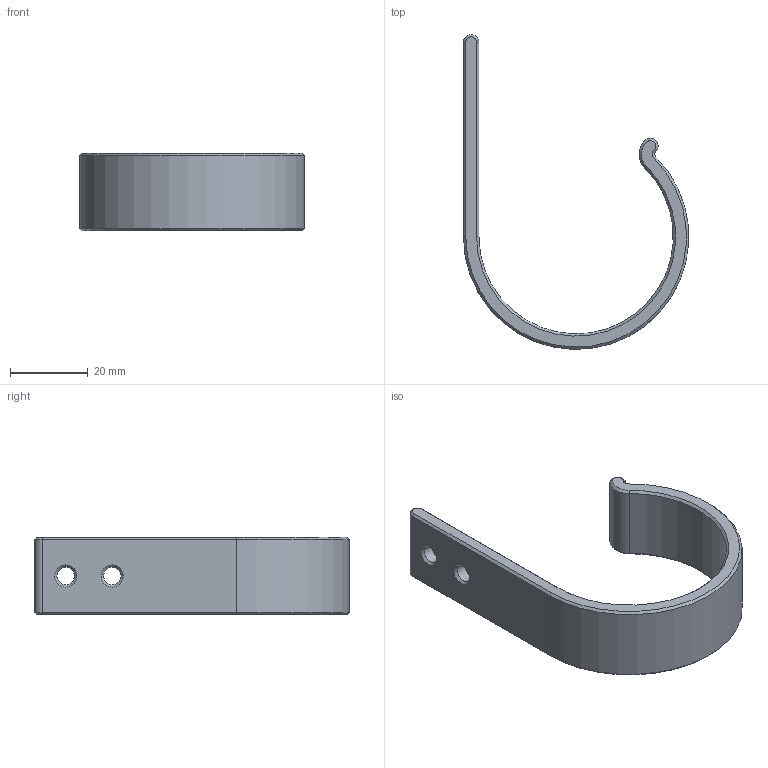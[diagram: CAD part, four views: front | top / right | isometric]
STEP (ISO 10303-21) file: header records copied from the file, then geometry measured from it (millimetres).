
FILE_DESCRIPTION(('FreeCAD Model'),'2;1');
FILE_NAME('Open CASCADE Shape Model','2024-06-23T17:58:08',(''),(''), 'Open CASCADE STEP processor 7.7','FreeCAD','Unknown');
FILE_SCHEMA(('AUTOMOTIVE_DESIGN { 1 0 10303 214 1 1 1 1 }'));
Length unit declared in the file: millimetre
Products named in the file (1): Body
Bounding box: 57.93 x 80.98 x 20 mm (x, y, z)
Volume: 12852.5 mm3; surface area: 7787.8 mm2
Topology: 1 solids, 1 shells, 32 faces, 70 edges, 40 vertices
Faces by surface type: cone 16, plane 8, cylinder 8
Full cylindrical faces by diameter (mm): 4.5 x2
Entity records: 896 total; most frequent: DIRECTION 168, CARTESIAN_POINT 143, ORIENTED_EDGE 140, EDGE_CURVE 70, AXIS2_PLACEMENT_3D 65, VERTEX_POINT 40, LINE 38, VECTOR 38
